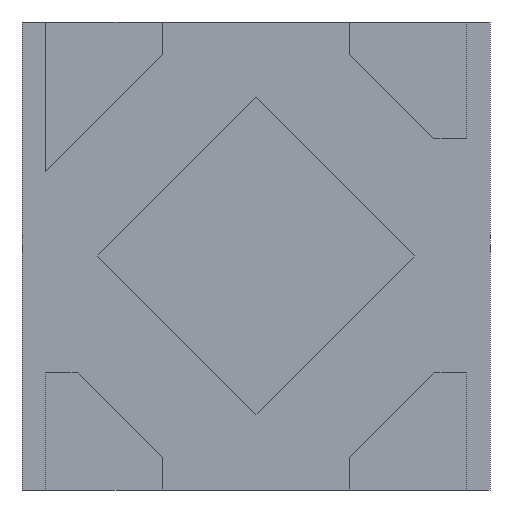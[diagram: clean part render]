
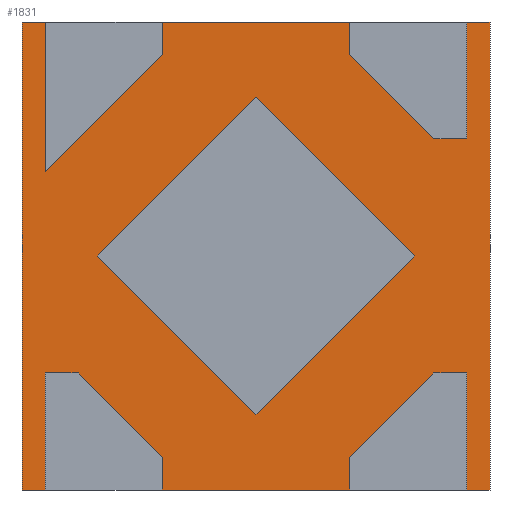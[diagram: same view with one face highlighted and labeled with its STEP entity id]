
A CAD part, front view. The second image highlights one B-rep face of the part: STEP entity #1831.
In plain terms, the highlighted planar face has unit normal (0, -1, 0).
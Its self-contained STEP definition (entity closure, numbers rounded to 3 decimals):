
#1561 = EDGE_CURVE('',#1562,#1564,#1566,.T.);
#1562 = VERTEX_POINT('',#1563);
#1563 = CARTESIAN_POINT('',(-0.5,0.,-0.5));
#1564 = VERTEX_POINT('',#1565);
#1565 = CARTESIAN_POINT('',(-0.5,0.,0.5));
#1566 = LINE('',#1567,#1568);
#1567 = CARTESIAN_POINT('',(-0.5,0.,0.5));
#1568 = VECTOR('',#1569,1.);
#1569 = DIRECTION('',(-0.,-0.,1.));
#1612 = VERTEX_POINT('',#1613);
#1613 = CARTESIAN_POINT('',(-0.2,0.,0.5));
#1619 = EDGE_CURVE('',#1612,#1620,#1622,.T.);
#1620 = VERTEX_POINT('',#1621);
#1621 = CARTESIAN_POINT('',(0.2,0.,0.5));
#1622 = LINE('',#1623,#1624);
#1623 = CARTESIAN_POINT('',(0.5,0.,0.5));
#1624 = VECTOR('',#1625,1.);
#1625 = DIRECTION('',(1.,-0.,0.));
#1644 = VERTEX_POINT('',#1645);
#1645 = CARTESIAN_POINT('',(0.45,0.,0.5));
#1651 = EDGE_CURVE('',#1644,#1652,#1654,.T.);
#1652 = VERTEX_POINT('',#1653);
#1653 = CARTESIAN_POINT('',(0.5,0.,0.5));
#1654 = LINE('',#1655,#1656);
#1655 = CARTESIAN_POINT('',(0.5,0.,0.5));
#1656 = VECTOR('',#1657,1.);
#1657 = DIRECTION('',(1.,-0.,0.));
#1674 = EDGE_CURVE('',#1564,#1675,#1677,.T.);
#1675 = VERTEX_POINT('',#1676);
#1676 = CARTESIAN_POINT('',(-0.45,0.,0.5));
#1677 = LINE('',#1678,#1679);
#1678 = CARTESIAN_POINT('',(0.5,0.,0.5));
#1679 = VECTOR('',#1680,1.);
#1680 = DIRECTION('',(1.,-0.,0.));
#1696 = EDGE_CURVE('',#1652,#1697,#1699,.T.);
#1697 = VERTEX_POINT('',#1698);
#1698 = CARTESIAN_POINT('',(0.5,0.,-0.5));
#1699 = LINE('',#1700,#1701);
#1700 = CARTESIAN_POINT('',(0.5,0.,0.5));
#1701 = VECTOR('',#1702,1.);
#1702 = DIRECTION('',(0.,0.,-1.));
#1738 = VERTEX_POINT('',#1739);
#1739 = CARTESIAN_POINT('',(-0.45,-0.,-0.5));
#1745 = EDGE_CURVE('',#1738,#1562,#1746,.T.);
#1746 = LINE('',#1747,#1748);
#1747 = CARTESIAN_POINT('',(0.5,0.,-0.5));
#1748 = VECTOR('',#1749,1.);
#1749 = DIRECTION('',(-1.,0.,0.));
#1759 = EDGE_CURVE('',#1697,#1760,#1762,.T.);
#1760 = VERTEX_POINT('',#1761);
#1761 = CARTESIAN_POINT('',(0.45,0.,-0.5));
#1762 = LINE('',#1763,#1764);
#1763 = CARTESIAN_POINT('',(0.5,0.,-0.5));
#1764 = VECTOR('',#1765,1.);
#1765 = DIRECTION('',(-1.,0.,0.));
#1784 = VERTEX_POINT('',#1785);
#1785 = CARTESIAN_POINT('',(0.2,0.,-0.5));
#1791 = EDGE_CURVE('',#1784,#1792,#1794,.T.);
#1792 = VERTEX_POINT('',#1793);
#1793 = CARTESIAN_POINT('',(-0.2,0.,-0.5));
#1794 = LINE('',#1795,#1796);
#1795 = CARTESIAN_POINT('',(0.5,0.,-0.5));
#1796 = VECTOR('',#1797,1.);
#1797 = DIRECTION('',(-1.,0.,0.));
#1831 = ADVANCED_FACE('',(#1832,#1866),#1988,.F.);
#1832 = FACE_BOUND('',#1833,.T.);
#1833 = EDGE_LOOP('',(#1834,#1844,#1852,#1860));
#1834 = ORIENTED_EDGE('',*,*,#1835,.F.);
#1835 = EDGE_CURVE('',#1836,#1838,#1840,.T.);
#1836 = VERTEX_POINT('',#1837);
#1837 = CARTESIAN_POINT('',(0.,0.,0.339));
#1838 = VERTEX_POINT('',#1839);
#1839 = CARTESIAN_POINT('',(-0.339,0.,0.));
#1840 = LINE('',#1841,#1842);
#1841 = CARTESIAN_POINT('',(0.,0.,0.339));
#1842 = VECTOR('',#1843,1.);
#1843 = DIRECTION('',(-0.707,0.,-0.707));
#1844 = ORIENTED_EDGE('',*,*,#1845,.F.);
#1845 = EDGE_CURVE('',#1846,#1836,#1848,.T.);
#1846 = VERTEX_POINT('',#1847);
#1847 = CARTESIAN_POINT('',(0.339,0.,0.));
#1848 = LINE('',#1849,#1850);
#1849 = CARTESIAN_POINT('',(0.339,0.,0.));
#1850 = VECTOR('',#1851,1.);
#1851 = DIRECTION('',(-0.707,0.,0.707));
#1852 = ORIENTED_EDGE('',*,*,#1853,.F.);
#1853 = EDGE_CURVE('',#1854,#1846,#1856,.T.);
#1854 = VERTEX_POINT('',#1855);
#1855 = CARTESIAN_POINT('',(0.,-0.,-0.339));
#1856 = LINE('',#1857,#1858);
#1857 = CARTESIAN_POINT('',(0.,-0.,-0.339));
#1858 = VECTOR('',#1859,1.);
#1859 = DIRECTION('',(0.707,0.,0.707));
#1860 = ORIENTED_EDGE('',*,*,#1861,.F.);
#1861 = EDGE_CURVE('',#1838,#1854,#1862,.T.);
#1862 = LINE('',#1863,#1864);
#1863 = CARTESIAN_POINT('',(-0.339,0.,0.));
#1864 = VECTOR('',#1865,1.);
#1865 = DIRECTION('',(0.707,-0.,-0.707));
#1866 = FACE_BOUND('',#1867,.T.);
#1867 = EDGE_LOOP('',(#1868,#1869,#1877,#1885,#1891,#1892,#1893,#1894,
    #1902,#1910,#1918,#1924,#1925,#1933,#1941,#1949,#1955,#1956,#1957,
    #1958,#1966,#1974,#1982));
#1868 = ORIENTED_EDGE('',*,*,#1619,.F.);
#1869 = ORIENTED_EDGE('',*,*,#1870,.F.);
#1870 = EDGE_CURVE('',#1871,#1612,#1873,.T.);
#1871 = VERTEX_POINT('',#1872);
#1872 = CARTESIAN_POINT('',(-0.2,0.,0.43));
#1873 = LINE('',#1874,#1875);
#1874 = CARTESIAN_POINT('',(-0.2,0.,0.5));
#1875 = VECTOR('',#1876,1.);
#1876 = DIRECTION('',(-0.,-0.,1.));
#1877 = ORIENTED_EDGE('',*,*,#1878,.F.);
#1878 = EDGE_CURVE('',#1879,#1871,#1881,.T.);
#1879 = VERTEX_POINT('',#1880);
#1880 = CARTESIAN_POINT('',(-0.45,0.,0.18));
#1881 = LINE('',#1882,#1883);
#1882 = CARTESIAN_POINT('',(-0.2,0.,0.43));
#1883 = VECTOR('',#1884,1.);
#1884 = DIRECTION('',(0.707,-0.,0.707));
#1885 = ORIENTED_EDGE('',*,*,#1886,.F.);
#1886 = EDGE_CURVE('',#1675,#1879,#1887,.T.);
#1887 = LINE('',#1888,#1889);
#1888 = CARTESIAN_POINT('',(-0.45,0.,0.18));
#1889 = VECTOR('',#1890,1.);
#1890 = DIRECTION('',(-0.,-0.,-1.));
#1891 = ORIENTED_EDGE('',*,*,#1674,.F.);
#1892 = ORIENTED_EDGE('',*,*,#1561,.F.);
#1893 = ORIENTED_EDGE('',*,*,#1745,.F.);
#1894 = ORIENTED_EDGE('',*,*,#1895,.F.);
#1895 = EDGE_CURVE('',#1896,#1738,#1898,.T.);
#1896 = VERTEX_POINT('',#1897);
#1897 = CARTESIAN_POINT('',(-0.45,-0.,-0.25));
#1898 = LINE('',#1899,#1900);
#1899 = CARTESIAN_POINT('',(-0.45,-0.,-0.25));
#1900 = VECTOR('',#1901,1.);
#1901 = DIRECTION('',(0.,0.,-1.));
#1902 = ORIENTED_EDGE('',*,*,#1903,.F.);
#1903 = EDGE_CURVE('',#1904,#1896,#1906,.T.);
#1904 = VERTEX_POINT('',#1905);
#1905 = CARTESIAN_POINT('',(-0.38,-0.,-0.25));
#1906 = LINE('',#1907,#1908);
#1907 = CARTESIAN_POINT('',(-0.38,-0.,-0.25));
#1908 = VECTOR('',#1909,1.);
#1909 = DIRECTION('',(-1.,0.,0.));
#1910 = ORIENTED_EDGE('',*,*,#1911,.F.);
#1911 = EDGE_CURVE('',#1912,#1904,#1914,.T.);
#1912 = VERTEX_POINT('',#1913);
#1913 = CARTESIAN_POINT('',(-0.2,-0.,-0.43));
#1914 = LINE('',#1915,#1916);
#1915 = CARTESIAN_POINT('',(-0.2,-0.,-0.43));
#1916 = VECTOR('',#1917,1.);
#1917 = DIRECTION('',(-0.707,0.,0.707));
#1918 = ORIENTED_EDGE('',*,*,#1919,.F.);
#1919 = EDGE_CURVE('',#1792,#1912,#1920,.T.);
#1920 = LINE('',#1921,#1922);
#1921 = CARTESIAN_POINT('',(-0.2,-0.,-0.5));
#1922 = VECTOR('',#1923,1.);
#1923 = DIRECTION('',(0.,0.,1.));
#1924 = ORIENTED_EDGE('',*,*,#1791,.F.);
#1925 = ORIENTED_EDGE('',*,*,#1926,.F.);
#1926 = EDGE_CURVE('',#1927,#1784,#1929,.T.);
#1927 = VERTEX_POINT('',#1928);
#1928 = CARTESIAN_POINT('',(0.2,0.,-0.43));
#1929 = LINE('',#1930,#1931);
#1930 = CARTESIAN_POINT('',(0.2,0.,-0.5));
#1931 = VECTOR('',#1932,1.);
#1932 = DIRECTION('',(0.,-0.,-1.));
#1933 = ORIENTED_EDGE('',*,*,#1934,.F.);
#1934 = EDGE_CURVE('',#1935,#1927,#1937,.T.);
#1935 = VERTEX_POINT('',#1936);
#1936 = CARTESIAN_POINT('',(0.38,0.,-0.25));
#1937 = LINE('',#1938,#1939);
#1938 = CARTESIAN_POINT('',(0.2,0.,-0.43));
#1939 = VECTOR('',#1940,1.);
#1940 = DIRECTION('',(-0.707,-0.,-0.707));
#1941 = ORIENTED_EDGE('',*,*,#1942,.F.);
#1942 = EDGE_CURVE('',#1943,#1935,#1945,.T.);
#1943 = VERTEX_POINT('',#1944);
#1944 = CARTESIAN_POINT('',(0.45,0.,-0.25));
#1945 = LINE('',#1946,#1947);
#1946 = CARTESIAN_POINT('',(0.38,0.,-0.25));
#1947 = VECTOR('',#1948,1.);
#1948 = DIRECTION('',(-1.,-0.,0.));
#1949 = ORIENTED_EDGE('',*,*,#1950,.F.);
#1950 = EDGE_CURVE('',#1760,#1943,#1951,.T.);
#1951 = LINE('',#1952,#1953);
#1952 = CARTESIAN_POINT('',(0.45,0.,-0.25));
#1953 = VECTOR('',#1954,1.);
#1954 = DIRECTION('',(0.,-0.,1.));
#1955 = ORIENTED_EDGE('',*,*,#1759,.F.);
#1956 = ORIENTED_EDGE('',*,*,#1696,.F.);
#1957 = ORIENTED_EDGE('',*,*,#1651,.F.);
#1958 = ORIENTED_EDGE('',*,*,#1959,.F.);
#1959 = EDGE_CURVE('',#1960,#1644,#1962,.T.);
#1960 = VERTEX_POINT('',#1961);
#1961 = CARTESIAN_POINT('',(0.45,0.,0.25));
#1962 = LINE('',#1963,#1964);
#1963 = CARTESIAN_POINT('',(0.45,0.,0.25));
#1964 = VECTOR('',#1965,1.);
#1965 = DIRECTION('',(0.,0.,1.));
#1966 = ORIENTED_EDGE('',*,*,#1967,.F.);
#1967 = EDGE_CURVE('',#1968,#1960,#1970,.T.);
#1968 = VERTEX_POINT('',#1969);
#1969 = CARTESIAN_POINT('',(0.38,0.,0.25));
#1970 = LINE('',#1971,#1972);
#1971 = CARTESIAN_POINT('',(0.38,0.,0.25));
#1972 = VECTOR('',#1973,1.);
#1973 = DIRECTION('',(1.,0.,0.));
#1974 = ORIENTED_EDGE('',*,*,#1975,.F.);
#1975 = EDGE_CURVE('',#1976,#1968,#1978,.T.);
#1976 = VERTEX_POINT('',#1977);
#1977 = CARTESIAN_POINT('',(0.2,0.,0.43));
#1978 = LINE('',#1979,#1980);
#1979 = CARTESIAN_POINT('',(0.2,0.,0.43));
#1980 = VECTOR('',#1981,1.);
#1981 = DIRECTION('',(0.707,0.,-0.707));
#1982 = ORIENTED_EDGE('',*,*,#1983,.F.);
#1983 = EDGE_CURVE('',#1620,#1976,#1984,.T.);
#1984 = LINE('',#1985,#1986);
#1985 = CARTESIAN_POINT('',(0.2,0.,0.5));
#1986 = VECTOR('',#1987,1.);
#1987 = DIRECTION('',(0.,0.,-1.));
#1988 = PLANE('',#1989);
#1989 = AXIS2_PLACEMENT_3D('',#1990,#1991,#1992);
#1990 = CARTESIAN_POINT('',(0.,0.,0.));
#1991 = DIRECTION('',(0.,1.,0.));
#1992 = DIRECTION('',(0.,-0.,1.));
